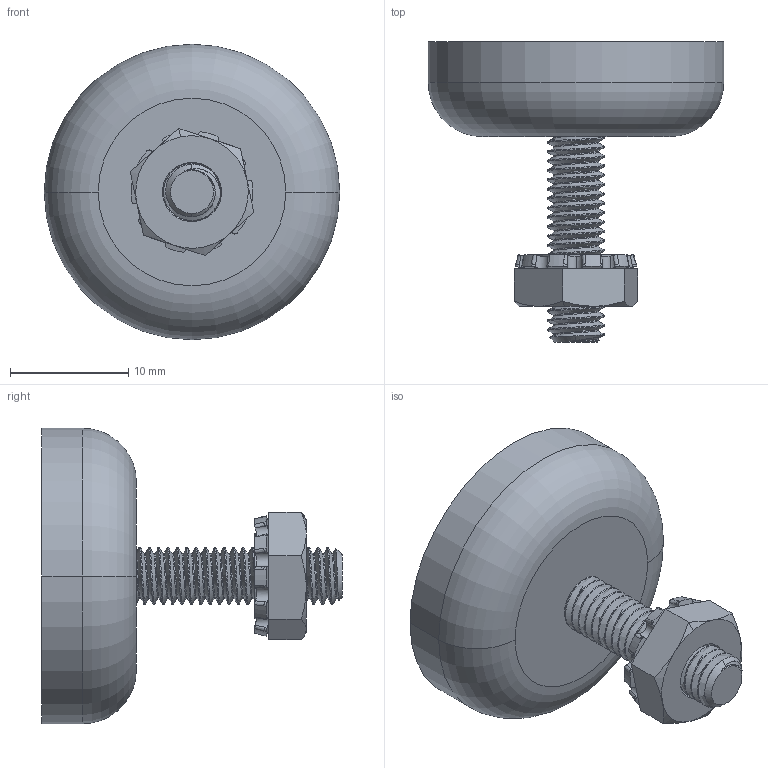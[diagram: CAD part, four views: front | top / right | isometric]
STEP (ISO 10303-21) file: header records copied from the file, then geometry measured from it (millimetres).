
FILE_DESCRIPTION((''),'2;1');
FILE_NAME('238142_ASM','2023-10-12T11:28:52',('banengservice'),('BANNER ENGINEERING'),'CREO PARAMETRIC BY PTC INC, 2022414','CREO PARAMETRIC BY PTC INC, 2022414','');
FILE_SCHEMA(('CONFIG_CONTROL_DESIGN'));
Length unit declared in the file: millimetre
Products named in the file (4): 236446; 216937; 216938; 238142_ASM
Assembly tree (3 placements, depth 2):
  238142_ASM
    236446
    216937
    216938
Bounding box: 25 x 25.4 x 25 mm (x, y, z)
Volume: 3409.7 mm3; surface area: 2653.4 mm2
Topology: 1 solids, 3 shells, 245 faces, 699 edges, 455 vertices
Faces by surface type: cylinder 111, cone 54, plane 52, bspline 26, torus 2
Entity records: 27137 total; most frequent: CARTESIAN_POINT 21348, ORIENTED_EDGE 1364, DIRECTION 931, EDGE_CURVE 697, VERTEX_POINT 455, AXIS2_PLACEMENT_3D 364, B_SPLINE_CURVE_WITH_KNOTS 356, EDGE_LOOP 254
